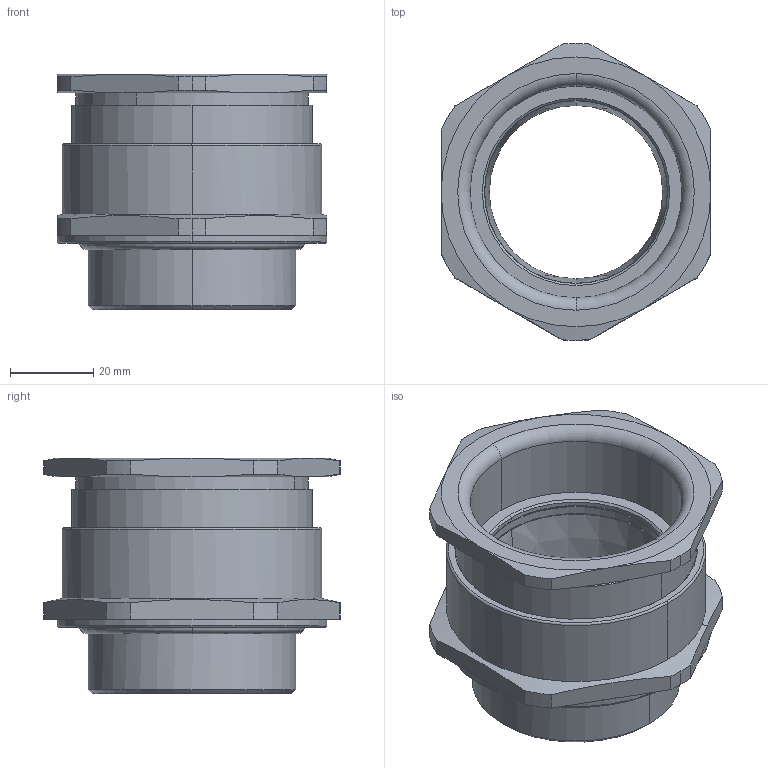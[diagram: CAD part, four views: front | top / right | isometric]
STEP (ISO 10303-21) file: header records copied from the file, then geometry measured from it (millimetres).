
FILE_DESCRIPTION(('CATIA V5 STEP Exchange','CAx-IF Rec.Pracs.--- Model Styling and Organization---1.4--- 2014-01-23'),'2;1');
FILE_NAME ('218878-2_1_1186950000_1186950000.stp','2020-12-10T08:36:42+00:00',('none'),('Weidmueller'),'CATIA Version 5-6 Release 2016 SP3 HF44','CATIA V5 STEP AP214','none');
FILE_SCHEMA(('AUTOMOTIVE_DESIGN { 1 0 10303 214 1 1 1 1 }'));
Length unit declared in the file: millimetre
Products named in the file (1): A2LF_M50_M50
Bounding box: 65 x 71.5 x 56.75 mm (x, y, z)
Volume: 59917.4 mm3; surface area: 35023.1 mm2
Topology: 3 solids, 3 shells, 134 faces, 322 edges, 200 vertices
Faces by surface type: cylinder 44, cone 40, plane 30, torus 20
Entity records: 3812 total; most frequent: CARTESIAN_POINT 886, ORIENTED_EDGE 644, DIRECTION 485, EDGE_CURVE 322, AXIS2_PLACEMENT_3D 285, VERTEX_POINT 200, CIRCLE 179, EDGE_LOOP 146
